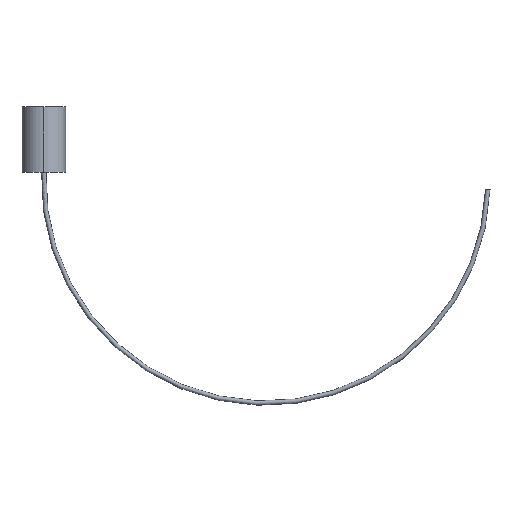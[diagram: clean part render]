
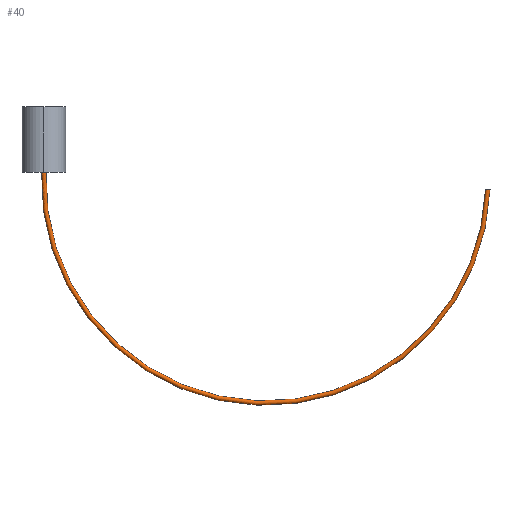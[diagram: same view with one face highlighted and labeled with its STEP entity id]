
A CAD part, top view. The second image highlights one B-rep face of the part: STEP entity #40.
In plain terms, the highlighted toroidal (fillet/blend) face has major radius 129.155 mm and minor radius 1.27 mm.
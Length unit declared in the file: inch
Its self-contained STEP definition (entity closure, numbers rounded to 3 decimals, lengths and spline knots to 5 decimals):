
#40 = ADVANCED_FACE ( 'NONE', ( #610 ), #601, .T. ) ;
#55 = B_SPLINE_CURVE_WITH_KNOTS ( 'NONE', 3,
 ( #1180, #1181, #1294, #1302, #1301, #1300, #1287, #1286, #1285, #1293, #1292, #1291, #1218, #1203, #1202, #1200, #1226, #1225 ),
 .UNSPECIFIED., .F., .F.,
 ( 4, 2, 2, 2, 1, 1, 2, 2, 2, 4 ),
 ( 0., 0.12508, 0.18762, 0.21889, 0.23452, 0.24234, 0.24625, 0.25016, 0.37524, 0.50031 ),
 .UNSPECIFIED. ) ;
#136 = ORIENTED_EDGE ( 'NONE', *, *, #426, .T. ) ;
#137 = ORIENTED_EDGE ( 'NONE', *, *, #427, .T. ) ;
#138 = ORIENTED_EDGE ( 'NONE', *, *, #429, .F. ) ;
#139 = ORIENTED_EDGE ( 'NONE', *, *, #428, .F. ) ;
#140 = ORIENTED_EDGE ( 'NONE', *, *, #430, .T. ) ;
#311 = AXIS2_PLACEMENT_3D ( 'NONE', #1762, #1758, #1770 ) ;
#426 = EDGE_CURVE ( 'NONE', #651, #501, #1817, .T. ) ;
#427 = EDGE_CURVE ( 'NONE', #648, #651, #55, .T. ) ;
#428 = EDGE_CURVE ( 'NONE', #531, #567, #1826, .T. ) ;
#429 = EDGE_CURVE ( 'NONE', #567, #501, #1827, .T. ) ;
#430 = EDGE_CURVE ( 'NONE', #531, #648, #1825, .T. ) ;
#501 = VERTEX_POINT ( 'NONE', #1130 ) ;
#531 = VERTEX_POINT ( 'NONE', #1095 ) ;
#567 = VERTEX_POINT ( 'NONE', #1054 ) ;
#601 = TOROIDAL_SURFACE ( 'NONE', #311, 5.08482, 0.05 ) ;
#610 = FACE_OUTER_BOUND ( 'NONE', #669, .T. ) ;
#648 = VERTEX_POINT ( 'NONE', #793 ) ;
#651 = VERTEX_POINT ( 'NONE', #818 ) ;
#669 = EDGE_LOOP ( 'NONE', ( #137, #136, #138, #139, #140 ) ) ;
#793 = CARTESIAN_POINT ( 'NONE',  ( 0., 0., 0.05 ) ) ;
#818 = CARTESIAN_POINT ( 'NONE',  ( -0.05004, 0., 0. ) ) ;
#972 = AXIS2_PLACEMENT_3D ( 'NONE', #1242, #1249, #1248 ) ;
#973 = AXIS2_PLACEMENT_3D ( 'NONE', #1238, #1233, #1232 ) ;
#974 = AXIS2_PLACEMENT_3D ( 'NONE', #1187, #1186, #1195 ) ;
#975 = AXIS2_PLACEMENT_3D ( 'NONE', #1284, #1283, #1295 ) ;
#1054 = CARTESIAN_POINT ( 'NONE',  ( 10.11192, -0.39535, 0. ) ) ;
#1095 = CARTESIAN_POINT ( 'NONE',  ( 0.04996, -0.00195, 0. ) ) ;
#1130 = CARTESIAN_POINT ( 'NONE',  ( 10.21184, -0.39925, 0. ) ) ;
#1180 = CARTESIAN_POINT ( 'NONE',  ( 0., 0., 0.05 ) ) ;
#1181 = CARTESIAN_POINT ( 'NONE',  ( -0.00851, 0., 0.05 ) ) ;
#1186 = DIRECTION ( 'NONE',  ( 0., 0., 1. ) ) ;
#1187 = CARTESIAN_POINT ( 'NONE',  ( 5.08094, -0.19865, 0. ) ) ;
#1195 = DIRECTION ( 'NONE',  ( 1., 0., 0. ) ) ;
#1200 = CARTESIAN_POINT ( 'NONE',  ( -0.04887, 0., 0.01259 ) ) ;
#1202 = CARTESIAN_POINT ( 'NONE',  ( -0.04397, 0., 0.02474 ) ) ;
#1203 = CARTESIAN_POINT ( 'NONE',  ( -0.04025, 0., 0.03049 ) ) ;
#1218 = CARTESIAN_POINT ( 'NONE',  ( -0.03522, 0., 0.03551 ) ) ;
#1225 = CARTESIAN_POINT ( 'NONE',  ( -0.05004, 0., 0. ) ) ;
#1226 = CARTESIAN_POINT ( 'NONE',  ( -0.05004, 0., 0.00622 ) ) ;
#1232 = DIRECTION ( 'NONE',  ( -0.999, 0.039, 0. ) ) ;
#1233 = DIRECTION ( 'NONE',  ( 0.039, 0.999, 0. ) ) ;
#1238 = CARTESIAN_POINT ( 'NONE',  ( 10.16188, -0.3973, 0. ) ) ;
#1242 = CARTESIAN_POINT ( 'NONE',  ( 0., 0., 0. ) ) ;
#1248 = DIRECTION ( 'NONE',  ( 0.999, -0.039, 0. ) ) ;
#1249 = DIRECTION ( 'NONE',  ( -0.039, -0.999, 0. ) ) ;
#1283 = DIRECTION ( 'NONE',  ( 0., 0., 1. ) ) ;
#1284 = CARTESIAN_POINT ( 'NONE',  ( 5.08094, -0.19865, 0. ) ) ;
#1285 = CARTESIAN_POINT ( 'NONE',  ( -0.03389, 0., 0.0368 ) ) ;
#1286 = CARTESIAN_POINT ( 'NONE',  ( -0.0332, 0., 0.03742 ) ) ;
#1287 = CARTESIAN_POINT ( 'NONE',  ( -0.03176, 0., 0.03866 ) ) ;
#1291 = CARTESIAN_POINT ( 'NONE',  ( -0.03517, 0., 0.03557 ) ) ;
#1292 = CARTESIAN_POINT ( 'NONE',  ( -0.03496, 0., 0.03577 ) ) ;
#1293 = CARTESIAN_POINT ( 'NONE',  ( -0.03465, 0., 0.03608 ) ) ;
#1294 = CARTESIAN_POINT ( 'NONE',  ( -0.01594, 0.00001, 0.04784 ) ) ;
#1295 = DIRECTION ( 'NONE',  ( 1., 0., 0. ) ) ;
#1300 = CARTESIAN_POINT ( 'NONE',  ( -0.03072, 0., 0.03949 ) ) ;
#1301 = CARTESIAN_POINT ( 'NONE',  ( -0.02736, 0.00001, 0.04196 ) ) ;
#1302 = CARTESIAN_POINT ( 'NONE',  ( -0.02478, 0.00001, 0.04356 ) ) ;
#1758 = DIRECTION ( 'NONE',  ( 0., 0., 1. ) ) ;
#1762 = CARTESIAN_POINT ( 'NONE',  ( 5.08094, -0.19865, 0. ) ) ;
#1770 = DIRECTION ( 'NONE',  ( 1., 0., 0. ) ) ;
#1817 = CIRCLE ( 'NONE', #975, 5.13482 ) ;
#1825 = CIRCLE ( 'NONE', #972, 0.05 ) ;
#1826 = CIRCLE ( 'NONE', #974, 5.03482 ) ;
#1827 = CIRCLE ( 'NONE', #973, 0.05 ) ;
